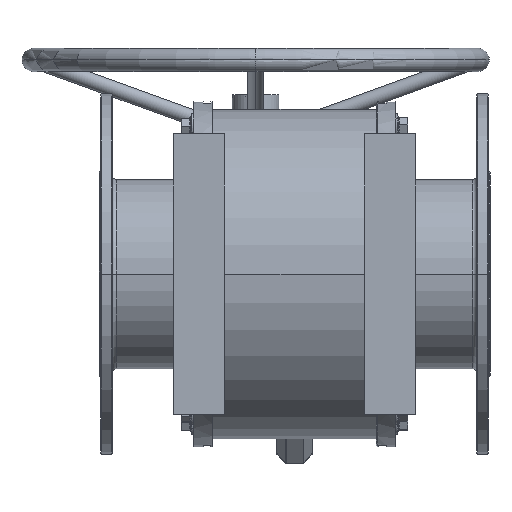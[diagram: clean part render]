
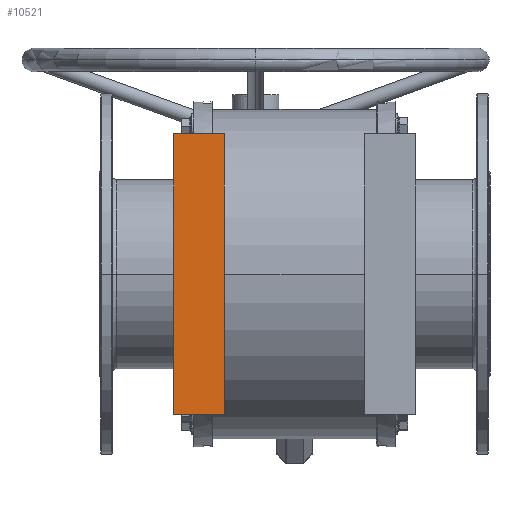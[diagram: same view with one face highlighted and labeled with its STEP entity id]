
A CAD part, front view. The second image highlights one B-rep face of the part: STEP entity #10521.
In plain terms, the highlighted planar face has unit normal (0, -1, 0).
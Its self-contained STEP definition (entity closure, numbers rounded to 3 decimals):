
#99 = VECTOR ( 'NONE', #13570, 1000. ) ;
#1983 = LINE ( 'NONE', #10467, #2871 ) ;
#2118 = DIRECTION ( 'NONE',  ( 0., 0., 1. ) ) ;
#2387 = VECTOR ( 'NONE', #11279, 1000. ) ;
#2590 = ORIENTED_EDGE ( 'NONE', *, *, #8145, .F. ) ;
#2871 = VECTOR ( 'NONE', #21137, 1000. ) ;
#3592 = VERTEX_POINT ( 'NONE', #18326 ) ;
#4708 = VERTEX_POINT ( 'NONE', #21790 ) ;
#4931 = DIRECTION ( 'NONE',  ( 0., 0., 1. ) ) ;
#5209 = VERTEX_POINT ( 'NONE', #7900 ) ;
#5230 = ORIENTED_EDGE ( 'NONE', *, *, #8923, .F. ) ;
#7900 = CARTESIAN_POINT ( 'NONE',  ( -155., -330., -180. ) ) ;
#8145 = EDGE_CURVE ( 'NONE', #20797, #3592, #10728, .T. ) ;
#8923 = EDGE_CURVE ( 'NONE', #5209, #20797, #1983, .T. ) ;
#9506 = AXIS2_PLACEMENT_3D ( 'NONE', #21388, #23460, #4931 ) ;
#10467 = CARTESIAN_POINT ( 'NONE',  ( -155., -330., -180. ) ) ;
#10521 = ADVANCED_FACE ( 'NONE', ( #13027 ), #25795, .F. ) ;
#10728 = LINE ( 'NONE', #13173, #2387 ) ;
#11279 = DIRECTION ( 'NONE',  ( 1., 0., 0. ) ) ;
#13027 = FACE_OUTER_BOUND ( 'NONE', #13086, .T. ) ;
#13086 = EDGE_LOOP ( 'NONE', ( #14859, #25921, #2590, #5230 ) ) ;
#13173 = CARTESIAN_POINT ( 'NONE',  ( -130., -330., 180. ) ) ;
#13570 = DIRECTION ( 'NONE',  ( 1., 0., 0. ) ) ;
#13699 = CARTESIAN_POINT ( 'NONE',  ( -130., -330., -180. ) ) ;
#14859 = ORIENTED_EDGE ( 'NONE', *, *, #25611, .T. ) ;
#15903 = LINE ( 'NONE', #13699, #99 ) ;
#18326 = CARTESIAN_POINT ( 'NONE',  ( -90., -330., 180. ) ) ;
#19267 = EDGE_CURVE ( 'NONE', #4708, #3592, #25272, .T. ) ;
#20797 = VERTEX_POINT ( 'NONE', #22297 ) ;
#20878 = CARTESIAN_POINT ( 'NONE',  ( -90., -330., -180. ) ) ;
#21137 = DIRECTION ( 'NONE',  ( 0., 0., 1. ) ) ;
#21388 = CARTESIAN_POINT ( 'NONE',  ( -130., -330., 0. ) ) ;
#21790 = CARTESIAN_POINT ( 'NONE',  ( -90., -330., -180. ) ) ;
#22297 = CARTESIAN_POINT ( 'NONE',  ( -155., -330., 180. ) ) ;
#23460 = DIRECTION ( 'NONE',  ( 0., 1., 0. ) ) ;
#25154 = VECTOR ( 'NONE', #2118, 1000. ) ;
#25272 = LINE ( 'NONE', #20878, #25154 ) ;
#25611 = EDGE_CURVE ( 'NONE', #5209, #4708, #15903, .T. ) ;
#25795 = PLANE ( 'NONE',  #9506 ) ;
#25921 = ORIENTED_EDGE ( 'NONE', *, *, #19267, .T. ) ;
